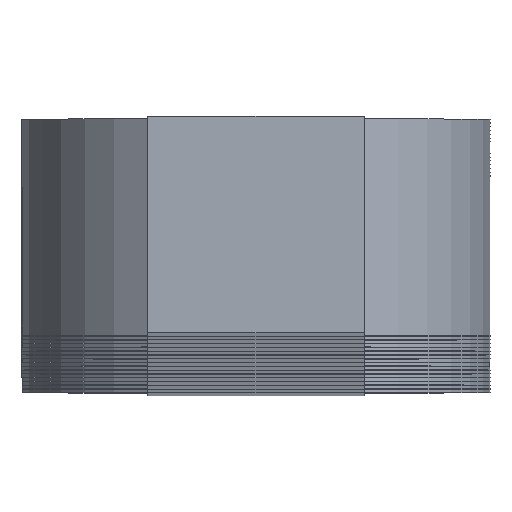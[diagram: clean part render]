
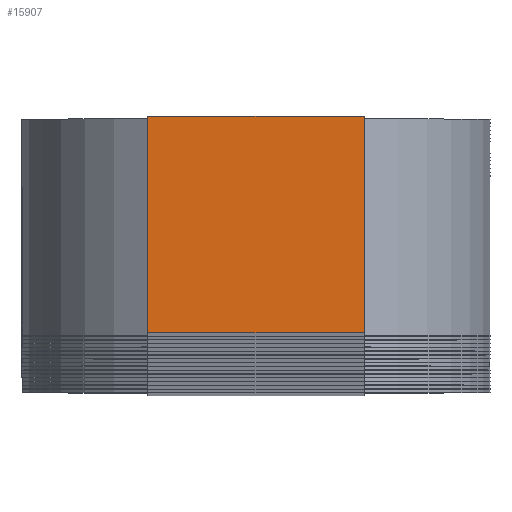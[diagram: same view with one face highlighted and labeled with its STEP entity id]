
A CAD part, top view. The second image highlights one B-rep face of the part: STEP entity #15907.
In plain terms, the highlighted planar face has unit normal (0, 0, 1).
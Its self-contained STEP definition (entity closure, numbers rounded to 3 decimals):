
#1115 = EDGE_CURVE ( 'NONE', #14050, #2693, #9548, .T. ) ;
#1208 = CARTESIAN_POINT ( 'NONE',  ( -6., -6., 1000. ) ) ;
#1241 = ORIENTED_EDGE ( 'NONE', *, *, #15535, .T. ) ;
#1444 = ORIENTED_EDGE ( 'NONE', *, *, #1115, .T. ) ;
#1837 = AXIS2_PLACEMENT_3D ( 'NONE', #7338, #13694, #4899 ) ;
#2693 = VERTEX_POINT ( 'NONE', #4230 ) ;
#3310 = CARTESIAN_POINT ( 'NONE',  ( -6., -6., 1000. ) ) ;
#3455 = CARTESIAN_POINT ( 'NONE',  ( -6., 6., 1000. ) ) ;
#3797 = LINE ( 'NONE', #3455, #14208 ) ;
#3899 = PLANE ( 'NONE',  #1837 ) ;
#4017 = ORIENTED_EDGE ( 'NONE', *, *, #11335, .T. ) ;
#4230 = CARTESIAN_POINT ( 'NONE',  ( 6., -6., 1000. ) ) ;
#4345 = ORIENTED_EDGE ( 'NONE', *, *, #6639, .T. ) ;
#4899 = DIRECTION ( 'NONE',  ( 1., 0., 0. ) ) ;
#5846 = VERTEX_POINT ( 'NONE', #7925 ) ;
#5902 = CARTESIAN_POINT ( 'NONE',  ( -6., 6., 1000. ) ) ;
#6635 = VECTOR ( 'NONE', #11397, 1000. ) ;
#6639 = EDGE_CURVE ( 'NONE', #14444, #5846, #15316, .T. ) ;
#6684 = VECTOR ( 'NONE', #14657, 1000. ) ;
#7142 = DIRECTION ( 'NONE',  ( -1., 0., 0. ) ) ;
#7338 = CARTESIAN_POINT ( 'NONE',  ( 0., 0., 1000. ) ) ;
#7925 = CARTESIAN_POINT ( 'NONE',  ( -6., 6., 1000. ) ) ;
#8449 = EDGE_LOOP ( 'NONE', ( #1241, #4345, #4017, #1444 ) ) ;
#9350 = VECTOR ( 'NONE', #7142, 1000. ) ;
#9548 = LINE ( 'NONE', #1208, #6684 ) ;
#10645 = LINE ( 'NONE', #13825, #6635 ) ;
#11335 = EDGE_CURVE ( 'NONE', #5846, #14050, #3797, .T. ) ;
#11397 = DIRECTION ( 'NONE',  ( 0., 1., 0. ) ) ;
#13694 = DIRECTION ( 'NONE',  ( 0., 0., 1. ) ) ;
#13825 = CARTESIAN_POINT ( 'NONE',  ( 6., 6., 1000. ) ) ;
#14050 = VERTEX_POINT ( 'NONE', #3310 ) ;
#14208 = VECTOR ( 'NONE', #14540, 1000. ) ;
#14444 = VERTEX_POINT ( 'NONE', #15573 ) ;
#14540 = DIRECTION ( 'NONE',  ( 0., -1., 0. ) ) ;
#14657 = DIRECTION ( 'NONE',  ( 1., 0., 0. ) ) ;
#15316 = LINE ( 'NONE', #5902, #9350 ) ;
#15535 = EDGE_CURVE ( 'NONE', #2693, #14444, #10645, .T. ) ;
#15573 = CARTESIAN_POINT ( 'NONE',  ( 6., 6., 1000. ) ) ;
#15819 = FACE_OUTER_BOUND ( 'NONE', #8449, .T. ) ;
#15907 = ADVANCED_FACE ( 'NONE', ( #15819 ), #3899, .T. ) ;
